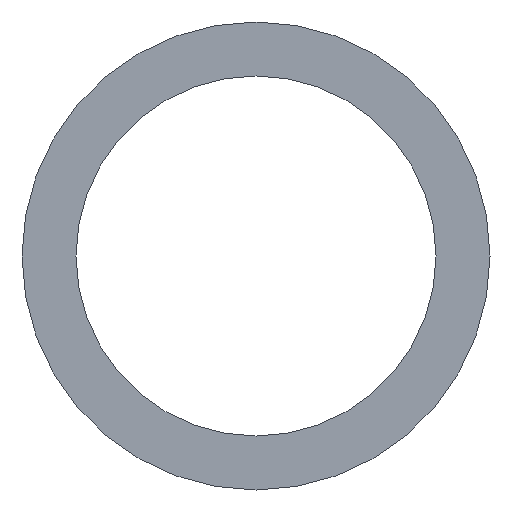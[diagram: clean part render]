
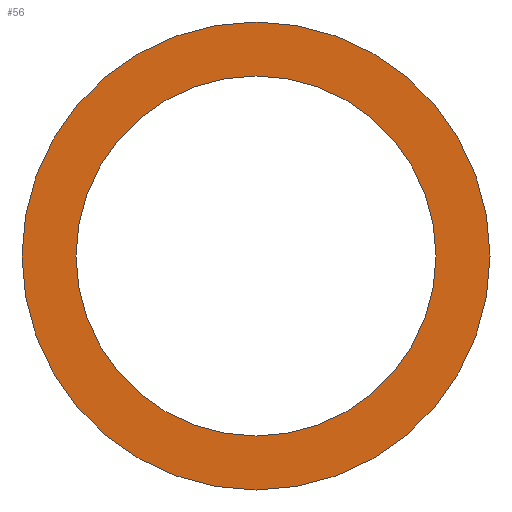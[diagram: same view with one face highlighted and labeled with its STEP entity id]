
A CAD part, front view. The second image highlights one B-rep face of the part: STEP entity #56.
In plain terms, the highlighted planar face has unit normal (0, -1, 0).
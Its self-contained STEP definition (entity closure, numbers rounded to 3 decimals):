
#3 = AXIS2_PLACEMENT_3D ( 'NONE', #203, #8, #48 ) ;
#8 = DIRECTION ( 'NONE',  ( 0., 1., 0. ) ) ;
#12 = DIRECTION ( 'NONE',  ( -1., 0., 0. ) ) ;
#15 = CARTESIAN_POINT ( 'NONE',  ( 0., 0., 0. ) ) ;
#48 = DIRECTION ( 'NONE',  ( -1., 0., 0. ) ) ;
#56 = ADVANCED_FACE ( 'NONE', ( #351, #117 ), #301, .F. ) ;
#63 = EDGE_CURVE ( 'NONE', #384, #145, #201, .T. ) ;
#72 = DIRECTION ( 'NONE',  ( 0., 1., 0. ) ) ;
#82 = ORIENTED_EDGE ( 'NONE', *, *, #63, .F. ) ;
#92 = EDGE_CURVE ( 'NONE', #192, #228, #124, .T. ) ;
#101 = CARTESIAN_POINT ( 'NONE',  ( -100., 0., 0. ) ) ;
#107 = DIRECTION ( 'NONE',  ( 0., 1., 0. ) ) ;
#110 = DIRECTION ( 'NONE',  ( -1., 0., 0. ) ) ;
#115 = CIRCLE ( 'NONE', #3, 100. ) ;
#117 = FACE_BOUND ( 'NONE', #245, .T. ) ;
#124 = CIRCLE ( 'NONE', #229, 100. ) ;
#126 = AXIS2_PLACEMENT_3D ( 'NONE', #170, #107, #264 ) ;
#135 = CARTESIAN_POINT ( 'NONE',  ( -130., 0., 0. ) ) ;
#137 = DIRECTION ( 'NONE',  ( -1., 0., 0. ) ) ;
#142 = DIRECTION ( 'NONE',  ( 0., 1., 0. ) ) ;
#145 = VERTEX_POINT ( 'NONE', #135 ) ;
#150 = AXIS2_PLACEMENT_3D ( 'NONE', #260, #72, #110 ) ;
#170 = CARTESIAN_POINT ( 'NONE',  ( 0., 0., 0. ) ) ;
#173 = ORIENTED_EDGE ( 'NONE', *, *, #205, .T. ) ;
#192 = VERTEX_POINT ( 'NONE', #101 ) ;
#201 = CIRCLE ( 'NONE', #150, 130. ) ;
#203 = CARTESIAN_POINT ( 'NONE',  ( 0., 0., 0. ) ) ;
#205 = EDGE_CURVE ( 'NONE', #228, #192, #115, .T. ) ;
#224 = AXIS2_PLACEMENT_3D ( 'NONE', #330, #142, #137 ) ;
#228 = VERTEX_POINT ( 'NONE', #360 ) ;
#229 = AXIS2_PLACEMENT_3D ( 'NONE', #15, #237, #12 ) ;
#233 = EDGE_CURVE ( 'NONE', #145, #384, #261, .T. ) ;
#237 = DIRECTION ( 'NONE',  ( 0., 1., 0. ) ) ;
#245 = EDGE_LOOP ( 'NONE', ( #305, #173 ) ) ;
#260 = CARTESIAN_POINT ( 'NONE',  ( 0., 0., 0. ) ) ;
#261 = CIRCLE ( 'NONE', #126, 130. ) ;
#264 = DIRECTION ( 'NONE',  ( -1., 0., 0. ) ) ;
#278 = ORIENTED_EDGE ( 'NONE', *, *, #233, .F. ) ;
#301 = PLANE ( 'NONE',  #224 ) ;
#305 = ORIENTED_EDGE ( 'NONE', *, *, #92, .T. ) ;
#330 = CARTESIAN_POINT ( 'NONE',  ( 130., 0., 0. ) ) ;
#337 = EDGE_LOOP ( 'NONE', ( #82, #278 ) ) ;
#351 = FACE_OUTER_BOUND ( 'NONE', #337, .T. ) ;
#360 = CARTESIAN_POINT ( 'NONE',  ( 100., 0., 0. ) ) ;
#377 = CARTESIAN_POINT ( 'NONE',  ( 130., 0., 0. ) ) ;
#384 = VERTEX_POINT ( 'NONE', #377 ) ;
